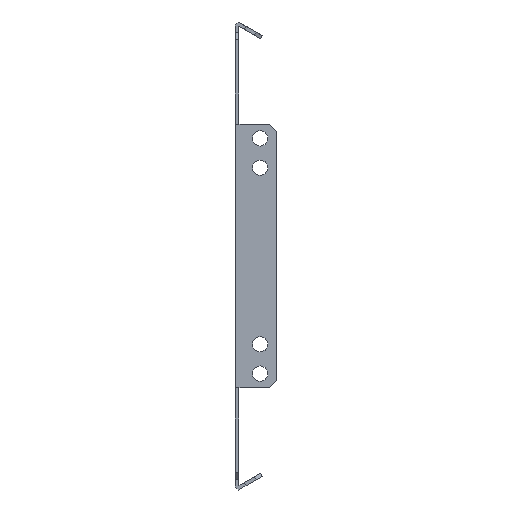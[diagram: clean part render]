
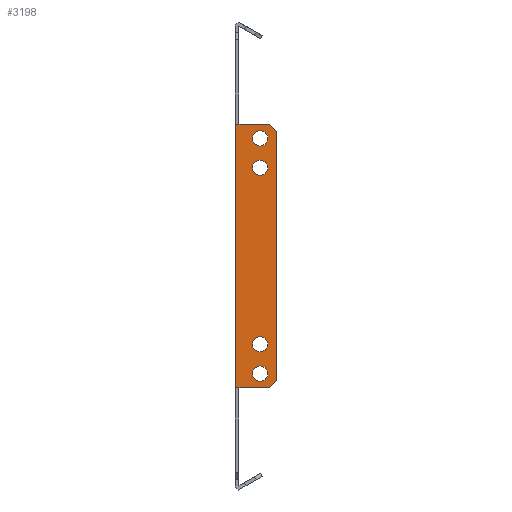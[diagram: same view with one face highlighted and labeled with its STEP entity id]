
A CAD part, front view. The second image highlights one B-rep face of the part: STEP entity #3198.
In plain terms, the highlighted planar face has unit normal (0, -1, 0).
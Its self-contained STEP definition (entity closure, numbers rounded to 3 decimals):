
#67 = CARTESIAN_POINT ( 'NONE',  ( 14.5, -152.75, 56. ) ) ;
#78 = CARTESIAN_POINT ( 'NONE',  ( 0., -152.75, 0. ) ) ;
#108 = AXIS2_PLACEMENT_3D ( 'NONE', #681, #2587, #4461 ) ;
#237 = CIRCLE ( 'NONE', #2825, 3.25 ) ;
#299 = ORIENTED_EDGE ( 'NONE', *, *, #4628, .T. ) ;
#314 = EDGE_CURVE ( 'NONE', #2467, #740, #3452, .T. ) ;
#357 = EDGE_CURVE ( 'NONE', #2940, #3271, #657, .T. ) ;
#391 = DIRECTION ( 'NONE',  ( 1., 0., 0. ) ) ;
#411 = AXIS2_PLACEMENT_3D ( 'NONE', #542, #508, #4732 ) ;
#459 = LINE ( 'NONE', #78, #1134 ) ;
#508 = DIRECTION ( 'NONE',  ( 0., -1., 0. ) ) ;
#514 = CARTESIAN_POINT ( 'NONE',  ( 7.25, -152.75, -50. ) ) ;
#537 = VECTOR ( 'NONE', #391, 1000. ) ;
#542 = CARTESIAN_POINT ( 'NONE',  ( 10.5, -152.75, -50. ) ) ;
#581 = CARTESIAN_POINT ( 'NONE',  ( 10.5, -152.75, 50. ) ) ;
#628 = VERTEX_POINT ( 'NONE', #4351 ) ;
#652 = DIRECTION ( 'NONE',  ( 0., -1., 0. ) ) ;
#657 = LINE ( 'NONE', #2619, #3775 ) ;
#681 = CARTESIAN_POINT ( 'NONE',  ( 10.5, -152.75, -50. ) ) ;
#732 = ORIENTED_EDGE ( 'NONE', *, *, #1636, .T. ) ;
#740 = VERTEX_POINT ( 'NONE', #4889 ) ;
#874 = LINE ( 'NONE', #4642, #537 ) ;
#930 = VERTEX_POINT ( 'NONE', #4291 ) ;
#934 = DIRECTION ( 'NONE',  ( 0.707, 0., 0.707 ) ) ;
#958 = AXIS2_PLACEMENT_3D ( 'NONE', #3091, #4975, #5938 ) ;
#975 = EDGE_CURVE ( 'NONE', #930, #3132, #3288, .T. ) ;
#1008 = VERTEX_POINT ( 'NONE', #5320 ) ;
#1134 = VECTOR ( 'NONE', #4764, 1000. ) ;
#1140 = VECTOR ( 'NONE', #4316, 1000. ) ;
#1178 = ORIENTED_EDGE ( 'NONE', *, *, #5888, .T. ) ;
#1196 = DIRECTION ( 'NONE',  ( -1., 0., 0. ) ) ;
#1216 = DIRECTION ( 'NONE',  ( 0., 1., 0. ) ) ;
#1256 = EDGE_CURVE ( 'NONE', #4156, #1008, #2993, .T. ) ;
#1281 = FACE_BOUND ( 'NONE', #2320, .T. ) ;
#1377 = VERTEX_POINT ( 'NONE', #4315 ) ;
#1390 = EDGE_CURVE ( 'NONE', #2676, #5912, #4569, .T. ) ;
#1411 = DIRECTION ( 'NONE',  ( -0.707, 0., 0.707 ) ) ;
#1417 = DIRECTION ( 'NONE',  ( -1., 0., 0. ) ) ;
#1440 = AXIS2_PLACEMENT_3D ( 'NONE', #4814, #2571, #4999 ) ;
#1560 = ORIENTED_EDGE ( 'NONE', *, *, #357, .T. ) ;
#1568 = CARTESIAN_POINT ( 'NONE',  ( 2.5, -152.75, -56. ) ) ;
#1591 = VERTEX_POINT ( 'NONE', #5903 ) ;
#1636 = EDGE_CURVE ( 'NONE', #3271, #740, #459, .T. ) ;
#1828 = DIRECTION ( 'NONE',  ( 0., -1., 0. ) ) ;
#1845 = ORIENTED_EDGE ( 'NONE', *, *, #1990, .F. ) ;
#1887 = CARTESIAN_POINT ( 'NONE',  ( 13.75, -152.75, 37.5 ) ) ;
#1909 = EDGE_LOOP ( 'NONE', ( #5338, #1178, #3221, #1560, #732, #5233, #299, #4870 ) ) ;
#1922 = AXIS2_PLACEMENT_3D ( 'NONE', #4753, #2896, #4727 ) ;
#1966 = EDGE_CURVE ( 'NONE', #4778, #2744, #3922, .T. ) ;
#1968 = ORIENTED_EDGE ( 'NONE', *, *, #5166, .F. ) ;
#1970 = VERTEX_POINT ( 'NONE', #67 ) ;
#1990 = EDGE_CURVE ( 'NONE', #1377, #1591, #4384, .T. ) ;
#2013 = EDGE_CURVE ( 'NONE', #1970, #2940, #3179, .T. ) ;
#2036 = CARTESIAN_POINT ( 'NONE',  ( 7.25, -152.75, 37.5 ) ) ;
#2108 = ORIENTED_EDGE ( 'NONE', *, *, #3696, .F. ) ;
#2227 = DIRECTION ( 'NONE',  ( -1., 0., 0. ) ) ;
#2235 = PLANE ( 'NONE',  #3800 ) ;
#2301 = LINE ( 'NONE', #3680, #3105 ) ;
#2320 = EDGE_LOOP ( 'NONE', ( #5822, #1968 ) ) ;
#2467 = VERTEX_POINT ( 'NONE', #1568 ) ;
#2571 = DIRECTION ( 'NONE',  ( 0., -1., 0. ) ) ;
#2587 = DIRECTION ( 'NONE',  ( 0., -1., 0. ) ) ;
#2619 = CARTESIAN_POINT ( 'NONE',  ( 2.5, -152.75, 56. ) ) ;
#2632 = EDGE_CURVE ( 'NONE', #3132, #930, #2897, .T. ) ;
#2642 = DIRECTION ( 'NONE',  ( -1., 0., 0. ) ) ;
#2676 = VERTEX_POINT ( 'NONE', #2036 ) ;
#2744 = VERTEX_POINT ( 'NONE', #2978 ) ;
#2825 = AXIS2_PLACEMENT_3D ( 'NONE', #581, #652, #3449 ) ;
#2896 = DIRECTION ( 'NONE',  ( 0., -1., 0. ) ) ;
#2897 = CIRCLE ( 'NONE', #108, 3.25 ) ;
#2940 = VERTEX_POINT ( 'NONE', #5164 ) ;
#2946 = EDGE_CURVE ( 'NONE', #628, #4778, #2301, .T. ) ;
#2978 = CARTESIAN_POINT ( 'NONE',  ( 17.5, -152.75, 53. ) ) ;
#2993 = CIRCLE ( 'NONE', #3599, 3.25 ) ;
#3007 = VECTOR ( 'NONE', #2227, 1000. ) ;
#3036 = FACE_OUTER_BOUND ( 'NONE', #1909, .T. ) ;
#3091 = CARTESIAN_POINT ( 'NONE',  ( 10.5, -152.75, 37.5 ) ) ;
#3105 = VECTOR ( 'NONE', #934, 1000. ) ;
#3132 = VERTEX_POINT ( 'NONE', #514 ) ;
#3160 = FACE_BOUND ( 'NONE', #5694, .T. ) ;
#3179 = LINE ( 'NONE', #5416, #3007 ) ;
#3184 = DIRECTION ( 'NONE',  ( -1., 0., 0. ) ) ;
#3198 = ADVANCED_FACE ( 'NONE', ( #4919, #3504, #1281, #3160, #3036 ), #2235, .F. ) ;
#3221 = ORIENTED_EDGE ( 'NONE', *, *, #2013, .T. ) ;
#3249 = DIRECTION ( 'NONE',  ( 0., -1., 0. ) ) ;
#3271 = VERTEX_POINT ( 'NONE', #5421 ) ;
#3288 = CIRCLE ( 'NONE', #411, 3.25 ) ;
#3449 = DIRECTION ( 'NONE',  ( -1., 0., 0. ) ) ;
#3452 = LINE ( 'NONE', #5334, #5855 ) ;
#3504 = FACE_BOUND ( 'NONE', #3867, .T. ) ;
#3599 = AXIS2_PLACEMENT_3D ( 'NONE', #4133, #3249, #3184 ) ;
#3680 = CARTESIAN_POINT ( 'NONE',  ( 17.5, -152.75, -53. ) ) ;
#3696 = EDGE_CURVE ( 'NONE', #1008, #4156, #5780, .T. ) ;
#3775 = VECTOR ( 'NONE', #1196, 1000. ) ;
#3800 = AXIS2_PLACEMENT_3D ( 'NONE', #5483, #1216, #2642 ) ;
#3849 = CARTESIAN_POINT ( 'NONE',  ( 17.5, -152.75, -53. ) ) ;
#3867 = EDGE_LOOP ( 'NONE', ( #6079, #5294 ) ) ;
#3922 = LINE ( 'NONE', #5745, #1140 ) ;
#4105 = CARTESIAN_POINT ( 'NONE',  ( 10.5, -152.75, -37.5 ) ) ;
#4108 = CIRCLE ( 'NONE', #958, 3.25 ) ;
#4133 = CARTESIAN_POINT ( 'NONE',  ( 10.5, -152.75, -37.5 ) ) ;
#4156 = VERTEX_POINT ( 'NONE', #5159 ) ;
#4219 = LINE ( 'NONE', #6123, #4515 ) ;
#4243 = ORIENTED_EDGE ( 'NONE', *, *, #4667, .F. ) ;
#4291 = CARTESIAN_POINT ( 'NONE',  ( 13.75, -152.75, -50. ) ) ;
#4307 = DIRECTION ( 'NONE',  ( -1., 0., 0. ) ) ;
#4315 = CARTESIAN_POINT ( 'NONE',  ( 7.25, -152.75, 50. ) ) ;
#4316 = DIRECTION ( 'NONE',  ( 0., 0., 1. ) ) ;
#4351 = CARTESIAN_POINT ( 'NONE',  ( 14.5, -152.75, -56. ) ) ;
#4384 = CIRCLE ( 'NONE', #1440, 3.25 ) ;
#4461 = DIRECTION ( 'NONE',  ( -1., 0., 0. ) ) ;
#4515 = VECTOR ( 'NONE', #1411, 1000. ) ;
#4569 = CIRCLE ( 'NONE', #1922, 3.25 ) ;
#4628 = EDGE_CURVE ( 'NONE', #2467, #628, #874, .T. ) ;
#4642 = CARTESIAN_POINT ( 'NONE',  ( 0., -152.75, -56. ) ) ;
#4667 = EDGE_CURVE ( 'NONE', #1591, #1377, #237, .T. ) ;
#4726 = ORIENTED_EDGE ( 'NONE', *, *, #1256, .F. ) ;
#4727 = DIRECTION ( 'NONE',  ( -1., 0., 0. ) ) ;
#4732 = DIRECTION ( 'NONE',  ( -1., 0., 0. ) ) ;
#4753 = CARTESIAN_POINT ( 'NONE',  ( 10.5, -152.75, 37.5 ) ) ;
#4764 = DIRECTION ( 'NONE',  ( 0., 0., -1. ) ) ;
#4778 = VERTEX_POINT ( 'NONE', #3849 ) ;
#4814 = CARTESIAN_POINT ( 'NONE',  ( 10.5, -152.75, 50. ) ) ;
#4870 = ORIENTED_EDGE ( 'NONE', *, *, #2946, .T. ) ;
#4889 = CARTESIAN_POINT ( 'NONE',  ( 0., -152.75, -56. ) ) ;
#4919 = FACE_BOUND ( 'NONE', #5547, .T. ) ;
#4975 = DIRECTION ( 'NONE',  ( 0., -1., 0. ) ) ;
#4999 = DIRECTION ( 'NONE',  ( -1., 0., 0. ) ) ;
#5159 = CARTESIAN_POINT ( 'NONE',  ( 13.75, -152.75, -37.5 ) ) ;
#5164 = CARTESIAN_POINT ( 'NONE',  ( 2.5, -152.75, 56. ) ) ;
#5166 = EDGE_CURVE ( 'NONE', #5912, #2676, #4108, .T. ) ;
#5233 = ORIENTED_EDGE ( 'NONE', *, *, #314, .F. ) ;
#5294 = ORIENTED_EDGE ( 'NONE', *, *, #975, .F. ) ;
#5320 = CARTESIAN_POINT ( 'NONE',  ( 7.25, -152.75, -37.5 ) ) ;
#5334 = CARTESIAN_POINT ( 'NONE',  ( 0., -152.75, -56. ) ) ;
#5338 = ORIENTED_EDGE ( 'NONE', *, *, #1966, .T. ) ;
#5416 = CARTESIAN_POINT ( 'NONE',  ( 0., -152.75, 56. ) ) ;
#5421 = CARTESIAN_POINT ( 'NONE',  ( 0., -152.75, 56. ) ) ;
#5483 = CARTESIAN_POINT ( 'NONE',  ( 0., -152.75, 0. ) ) ;
#5547 = EDGE_LOOP ( 'NONE', ( #2108, #4726 ) ) ;
#5580 = AXIS2_PLACEMENT_3D ( 'NONE', #4105, #1828, #1417 ) ;
#5694 = EDGE_LOOP ( 'NONE', ( #1845, #4243 ) ) ;
#5745 = CARTESIAN_POINT ( 'NONE',  ( 17.5, -152.75, 0. ) ) ;
#5780 = CIRCLE ( 'NONE', #5580, 3.25 ) ;
#5822 = ORIENTED_EDGE ( 'NONE', *, *, #1390, .F. ) ;
#5855 = VECTOR ( 'NONE', #4307, 1000. ) ;
#5888 = EDGE_CURVE ( 'NONE', #2744, #1970, #4219, .T. ) ;
#5903 = CARTESIAN_POINT ( 'NONE',  ( 13.75, -152.75, 50. ) ) ;
#5912 = VERTEX_POINT ( 'NONE', #1887 ) ;
#5938 = DIRECTION ( 'NONE',  ( -1., 0., 0. ) ) ;
#6079 = ORIENTED_EDGE ( 'NONE', *, *, #2632, .F. ) ;
#6123 = CARTESIAN_POINT ( 'NONE',  ( 14.5, -152.75, 56. ) ) ;
